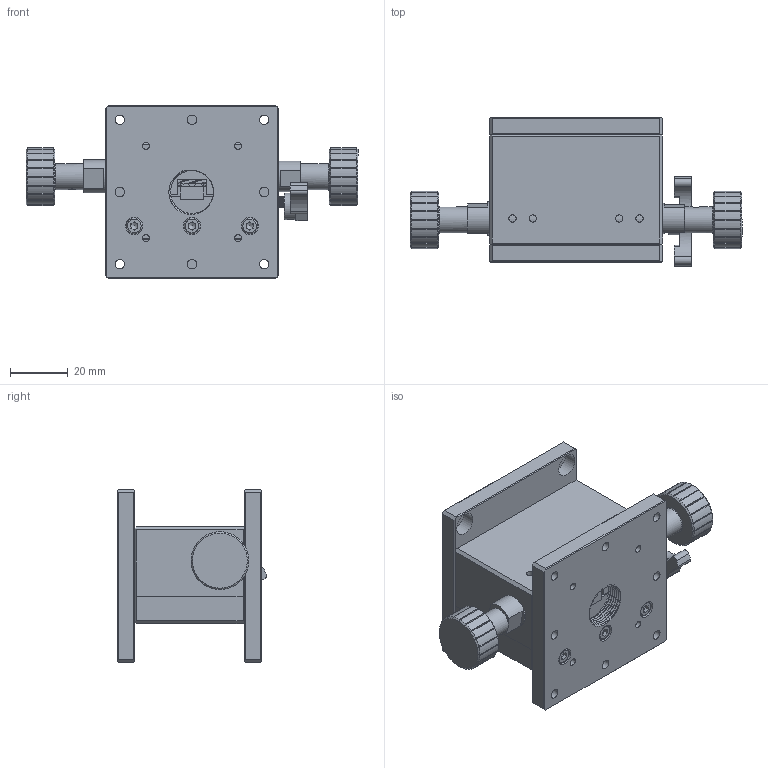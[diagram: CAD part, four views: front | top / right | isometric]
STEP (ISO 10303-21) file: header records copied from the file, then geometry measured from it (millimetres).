
FILE_DESCRIPTION (( 'STEP AP203' ), '1' );
FILE_NAME ('528814.STEP', '2024-10-15T08:10:55', ( 'Windows User' ), ( 'P R C' ), 'SwSTEP 2.0', 'SolidWorks 2020', '' );
FILE_SCHEMA (( 'CONFIG_CONTROL_DESIGN' ));
Length unit declared in the file: millimetre
Products named in the file (1): 528814
Bounding box: 115 x 51.64 x 60 mm (x, y, z)
Volume: 122968.3 mm3; surface area: 52311.9 mm2
Topology: 17 solids, 17 shells, 748 faces, 1873 edges, 1177 vertices
Faces by surface type: plane 412, cylinder 175, cone 114, bspline 47
Full cylindrical faces by diameter (mm): 2.05 x2, 2.5 x21, 2.8 x2, 3 x6, 3.3 x9, 3.4 x6, 4 x28, 4.5 x4, 5.5 x6, 6 x6, 7 x3, 8 x4, 9 x2, 9.2 x1, 10.5 x1, 11.5 x2
Entity records: 136382 total; most frequent: CARTESIAN_POINT 120372, ORIENTED_EDGE 3254, DIRECTION 3115, EDGE_CURVE 1627, AXIS2_PLACEMENT_3D 1130, VERTEX_POINT 1079, EDGE_LOOP 950, VECTOR 855
